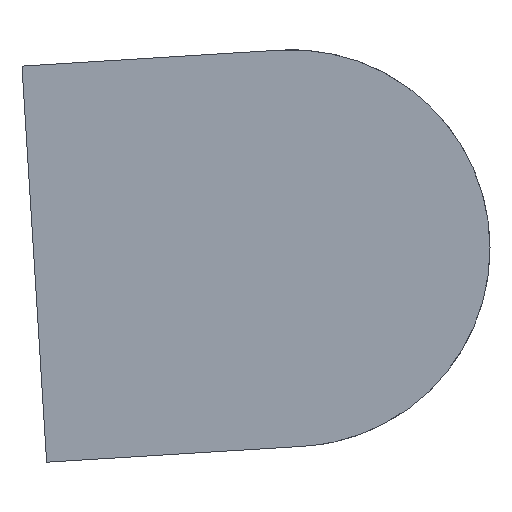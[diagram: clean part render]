
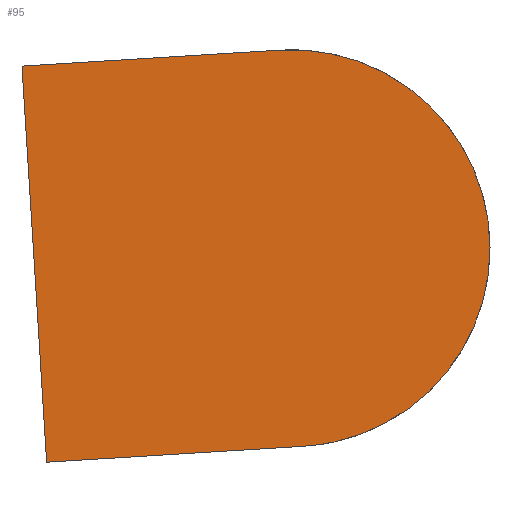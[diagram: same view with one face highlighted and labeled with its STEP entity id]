
A CAD part, left-side view. The second image highlights one B-rep face of the part: STEP entity #95.
In plain terms, the highlighted free-form (B-spline) face has degree [1, 1] with [2, 2] control points.
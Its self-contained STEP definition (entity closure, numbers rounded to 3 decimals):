
#30=ORIENTED_EDGE('trim curve',*,*,#60,.F.);
#31=ORIENTED_EDGE('trim curve',*,*,#56,.F.);
#32=ORIENTED_EDGE('trim curve',*,*,#59,.T.);
#33=ORIENTED_EDGE('trim curve',*,*,#51,.T.);
#42=VERTEX_POINT('Trimming Point',#109);
#44=VERTEX_POINT('Trimming Point',#116);
#48=VERTEX_POINT('Trimming Point',#129);
#49=VERTEX_POINT('Trimming Point',#131);
#51=EDGE_CURVE('Edge Curve',#44,#42,#63,.T.);
#56=EDGE_CURVE('Edge Curve',#48,#49,#68,.T.);
#59=EDGE_CURVE('Edge Curve',#48,#44,#71,.T.);
#60=EDGE_CURVE('Edge Curve',#49,#42,#72,.T.);
#63=(
BOUNDED_CURVE()
B_SPLINE_CURVE(1,(#116,#117),.UNSPECIFIED.,.U.,.U.)
B_SPLINE_CURVE_WITH_KNOTS((2,2),(0.,0.651),.UNSPECIFIED.)
CURVE()
GEOMETRIC_REPRESENTATION_ITEM()
RATIONAL_B_SPLINE_CURVE((1.,1.))
REPRESENTATION_ITEM('node')
);
#68=(
BOUNDED_CURVE()
B_SPLINE_CURVE(1,(#130,#131),.UNSPECIFIED.,.U.,.U.)
B_SPLINE_CURVE_WITH_KNOTS((2,2),(0.,0.651),.UNSPECIFIED.)
CURVE()
GEOMETRIC_REPRESENTATION_ITEM()
RATIONAL_B_SPLINE_CURVE((1.,1.))
REPRESENTATION_ITEM('node')
);
#71=(
BOUNDED_CURVE()
B_SPLINE_CURVE(2,(#160,#161,#162,#163,#164,#165,#166),.UNSPECIFIED.,.U.,
 .U.)
B_SPLINE_CURVE_WITH_KNOTS((3,2,2,3),(0.,60.,120.,
180.001),.UNSPECIFIED.)
CURVE()
GEOMETRIC_REPRESENTATION_ITEM()
RATIONAL_B_SPLINE_CURVE((1.,0.866,1.,0.866,1.,0.866,
1.))
REPRESENTATION_ITEM('node')
);
#72=(
BOUNDED_CURVE()
B_SPLINE_CURVE(3,(#171,#172,#173,#174,#175,#176,#177),.UNSPECIFIED.,.U.,
 .U.)
B_SPLINE_CURVE_WITH_KNOTS((4,3,4),(0.,1.495,3.05),
 .UNSPECIFIED.)
CURVE()
GEOMETRIC_REPRESENTATION_ITEM()
RATIONAL_B_SPLINE_CURVE((1.,1.,1.,1.,1.,
1.,1.))
REPRESENTATION_ITEM('node')
);
#77=EDGE_LOOP('trim boundary',(#30,#31,#32,#33));
#83=FACE_OUTER_BOUND('Boundary Edges',#77,.T.);
#89=(
BOUNDED_SURFACE()
B_SPLINE_SURFACE(1,1,((#167,#168),(#169,#170)),.UNSPECIFIED.,.U.,.U.,.U.)
B_SPLINE_SURFACE_WITH_KNOTS((2,2),(2,2),(0.377,0.619),
(0.317,0.666),.UNSPECIFIED.)
GEOMETRIC_REPRESENTATION_ITEM()
RATIONAL_B_SPLINE_SURFACE(((1.,1.),(1.,1.)))
REPRESENTATION_ITEM('trim region')
SURFACE()
);
#95=ADVANCED_FACE('trim region',(#83),#89,.T.);
#109=CARTESIAN_POINT('CVs',(-36.8,22.318,-16.448));
#116=CARTESIAN_POINT('CVs',(-36.8,2.557,-15.224));
#117=CARTESIAN_POINT('CVs',(-36.8,22.318,-16.448));
#129=CARTESIAN_POINT('CVs',(-36.8,4.443,15.218));
#130=CARTESIAN_POINT('CVs',(-36.8,4.443,15.218));
#131=CARTESIAN_POINT('CVs',(-36.8,24.213,13.993));
#160=CARTESIAN_POINT('CVs',(-36.8,4.443,15.218));
#161=CARTESIAN_POINT('CVs',(-36.8,-4.345,15.762));
#162=CARTESIAN_POINT('CVs',(-36.8,-9.21,8.424));
#163=CARTESIAN_POINT('CVs',(-36.8,-14.076,1.085));
#164=CARTESIAN_POINT('CVs',(-36.8,-10.153,-6.797));
#165=CARTESIAN_POINT('CVs',(-36.8,-6.231,-14.68));
#166=CARTESIAN_POINT('CVs',(-36.8,2.557,-15.224));
#167=CARTESIAN_POINT('CVs',(-36.8,35.036,-17.266));
#168=CARTESIAN_POINT('CVs',(-36.8,-11.983,-17.266));
#169=CARTESIAN_POINT('CVs',(-36.8,35.036,15.409));
#170=CARTESIAN_POINT('CVs',(-36.8,-11.983,15.409));
#171=CARTESIAN_POINT('CVs',(-36.8,24.213,13.993));
#172=CARTESIAN_POINT('CVs',(-36.8,23.954,9.017));
#173=CARTESIAN_POINT('CVs',(-36.8,23.67,4.043));
#174=CARTESIAN_POINT('CVs',(-36.8,23.361,-0.929));
#175=CARTESIAN_POINT('CVs',(-36.8,23.04,-6.104));
#176=CARTESIAN_POINT('CVs',(-36.8,22.692,-11.277));
#177=CARTESIAN_POINT('CVs',(-36.8,22.318,-16.448));
